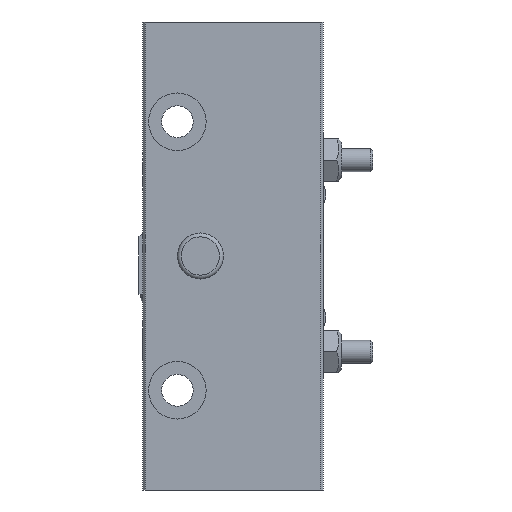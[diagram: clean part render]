
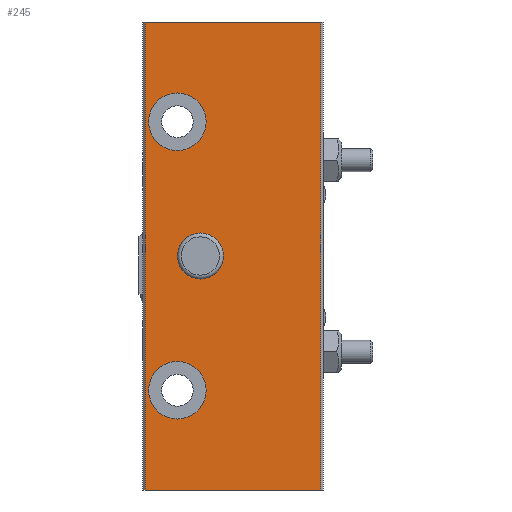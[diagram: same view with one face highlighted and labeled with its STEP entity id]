
A CAD part, front view. The second image highlights one B-rep face of the part: STEP entity #245.
In plain terms, the highlighted planar face has unit normal (0, -1, 0).
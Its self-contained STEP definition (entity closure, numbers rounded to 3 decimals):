
#245 = ADVANCED_FACE( '', ( #514, #515, #516, #517 ), #518, .F. );
#514 = FACE_BOUND( '', #901, .T. );
#515 = FACE_BOUND( '', #902, .T. );
#516 = FACE_BOUND( '', #903, .T. );
#517 = FACE_OUTER_BOUND( '', #904, .T. );
#518 = PLANE( '', #905 );
#901 = EDGE_LOOP( '', ( #1671 ) );
#902 = EDGE_LOOP( '', ( #1672 ) );
#903 = EDGE_LOOP( '', ( #1673 ) );
#904 = EDGE_LOOP( '', ( #1674, #1675, #1676, #1677 ) );
#905 = AXIS2_PLACEMENT_3D( '', #1678, #1679, #1680 );
#1671 = ORIENTED_EDGE( '', *, *, #2424, .F. );
#1672 = ORIENTED_EDGE( '', *, *, #2377, .F. );
#1673 = ORIENTED_EDGE( '', *, *, #2383, .F. );
#1674 = ORIENTED_EDGE( '', *, *, #2410, .T. );
#1675 = ORIENTED_EDGE( '', *, *, #2423, .F. );
#1676 = ORIENTED_EDGE( '', *, *, #2392, .F. );
#1677 = ORIENTED_EDGE( '', *, *, #2425, .T. );
#1678 = CARTESIAN_POINT( '', ( -11.45, -16.5, 30.5 ) );
#1679 = DIRECTION( '', ( 0., 1., 0. ) );
#1680 = DIRECTION( '', ( 0., 0., 1. ) );
#2377 = EDGE_CURVE( '', #2809, #2809, #2810, .T. );
#2383 = EDGE_CURVE( '', #2821, #2821, #2822, .T. );
#2392 = EDGE_CURVE( '', #2838, #2840, #2841, .T. );
#2410 = EDGE_CURVE( '', #2876, #2874, #2877, .T. );
#2423 = EDGE_CURVE( '', #2840, #2874, #2892, .T. );
#2424 = EDGE_CURVE( '', #2893, #2893, #2894, .T. );
#2425 = EDGE_CURVE( '', #2838, #2876, #2895, .T. );
#2809 = VERTEX_POINT( '', #3526 );
#2810 = CIRCLE( '', #3527, 3.75 );
#2821 = VERTEX_POINT( '', #3538 );
#2822 = CIRCLE( '', #3539, 3.75 );
#2838 = VERTEX_POINT( '', #3557 );
#2840 = VERTEX_POINT( '', #3560 );
#2841 = LINE( '', #3561, #3562 );
#2874 = VERTEX_POINT( '', #3609 );
#2876 = VERTEX_POINT( '', #3612 );
#2877 = LINE( '', #3613, #3614 );
#2892 = LINE( '', #3640, #3641 );
#2893 = VERTEX_POINT( '', #3642 );
#2894 = CIRCLE( '', #3643, 3. );
#2895 = LINE( '', #3644, #3645 );
#3526 = CARTESIAN_POINT( '', ( -7.25, -16.5, -21.25 ) );
#3527 = AXIS2_PLACEMENT_3D( '', #4212, #4213, #4214 );
#3538 = CARTESIAN_POINT( '', ( -7.25, -16.5, 13.75 ) );
#3539 = AXIS2_PLACEMENT_3D( '', #4230, #4231, #4232 );
#3557 = CARTESIAN_POINT( '', ( -11.45, -16.5, 30.5 ) );
#3560 = CARTESIAN_POINT( '', ( 11.45, -16.5, 30.5 ) );
#3561 = CARTESIAN_POINT( '', ( -11.45, -16.5, 30.5 ) );
#3562 = VECTOR( '', #4251, 1000. );
#3609 = CARTESIAN_POINT( '', ( 11.45, -16.5, -30.5 ) );
#3612 = CARTESIAN_POINT( '', ( -11.45, -16.5, -30.5 ) );
#3613 = CARTESIAN_POINT( '', ( -11.45, -16.5, -30.5 ) );
#3614 = VECTOR( '', #4273, 1000. );
#3640 = CARTESIAN_POINT( '', ( 11.45, -16.5, 30.5 ) );
#3641 = VECTOR( '', #4288, 1000. );
#3642 = CARTESIAN_POINT( '', ( -4.25, -16.5, -3. ) );
#3643 = AXIS2_PLACEMENT_3D( '', #4289, #4290, #4291 );
#3644 = CARTESIAN_POINT( '', ( -11.45, -16.5, 30.5 ) );
#3645 = VECTOR( '', #4292, 1000. );
#4212 = CARTESIAN_POINT( '', ( -7.25, -16.5, -17.5 ) );
#4213 = DIRECTION( '', ( 0., -1., 0. ) );
#4214 = DIRECTION( '', ( 0., 0., -1. ) );
#4230 = CARTESIAN_POINT( '', ( -7.25, -16.5, 17.5 ) );
#4231 = DIRECTION( '', ( 0., -1., 0. ) );
#4232 = DIRECTION( '', ( 0., 0., -1. ) );
#4251 = DIRECTION( '', ( 1., 0., 0. ) );
#4273 = DIRECTION( '', ( 1., 0., 0. ) );
#4288 = DIRECTION( '', ( 0., 0., -1. ) );
#4289 = CARTESIAN_POINT( '', ( -4.25, -16.5, 0. ) );
#4290 = DIRECTION( '', ( 0., -1., 0. ) );
#4291 = DIRECTION( '', ( 0., 0., -1. ) );
#4292 = DIRECTION( '', ( 0., 0., -1. ) );
